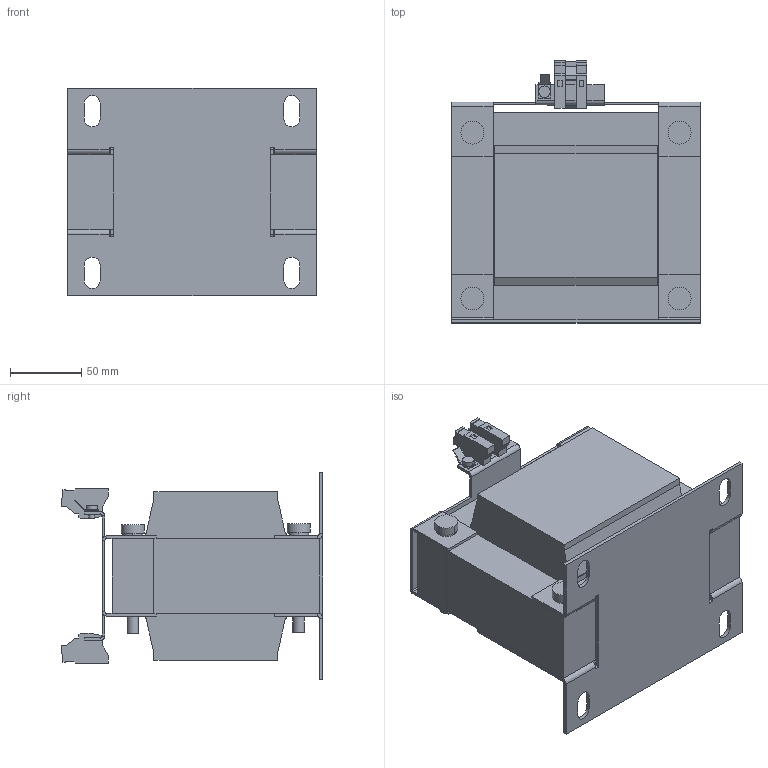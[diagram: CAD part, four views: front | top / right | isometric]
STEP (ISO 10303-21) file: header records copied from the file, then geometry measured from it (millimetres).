
FILE_DESCRIPTION (( 'STEP AP214' ), '1' );
FILE_NAME ('210525.STEP', '2020-08-24T06:00:40', ( '' ), ( '' ), 'SwSTEP 2.0', 'SolidWorks 2018', '' );
FILE_SCHEMA (( 'AUTOMOTIVE_DESIGN' ));
Length unit declared in the file: millimetre
Products named in the file (1): 210525
Bounding box: 174 x 183.2 x 145 mm (x, y, z)
Volume: 2109389.6 mm3; surface area: 213542.7 mm2
Topology: 1 solids, 1 shells, 374 faces, 962 edges, 602 vertices
Faces by surface type: plane 293, cylinder 81
Entity records: 11218 total; most frequent: CARTESIAN_POINT 1939, ORIENTED_EDGE 1924, DIRECTION 1882, EDGE_CURVE 962, LINE 792, VECTOR 792, VERTEX_POINT 602, AXIS2_PLACEMENT_3D 545
